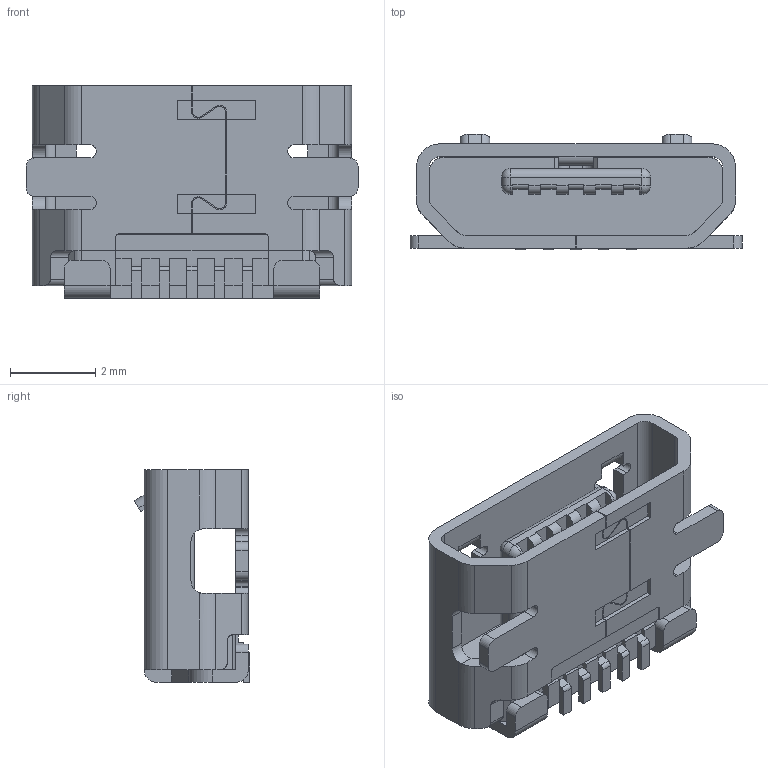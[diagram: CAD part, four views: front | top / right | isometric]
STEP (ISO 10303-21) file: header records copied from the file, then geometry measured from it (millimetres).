
FILE_DESCRIPTION(('FreeCAD Model'),'2;1');
FILE_NAME('47346-0001.stp','2019-12-29T16:25:13' ,('Author'),(''),'Open CASCADE STEP processor 6.8','FreeCAD','Unknown' );
FILE_SCHEMA(('AUTOMOTIVE_DESIGN_CC2 { 1 2 10303 214 -1 1 5 4 }'));
Length unit declared in the file: millimetre
Products named in the file (2): ASSEMBLY; SOLID
Assembly tree (1 placements, depth 2):
  ASSEMBLY
    SOLID
Bounding box: 7.8 x 2.71 x 5 mm (x, y, z)
Volume: 42.7 mm3; surface area: 245.6 mm2
Topology: 1 solids, 1 shells, 365 faces, 1069 edges, 698 vertices
Faces by surface type: plane 249, cylinder 112, sphere 4
Entity records: 12146 total; most frequent: CARTESIAN_POINT 2250, ORIENTED_EDGE 2138, DIRECTION 1997, EDGE_CURVE 1069, LINE 831, VECTOR 831, VERTEX_POINT 698, AXIS2_PLACEMENT_3D 583
